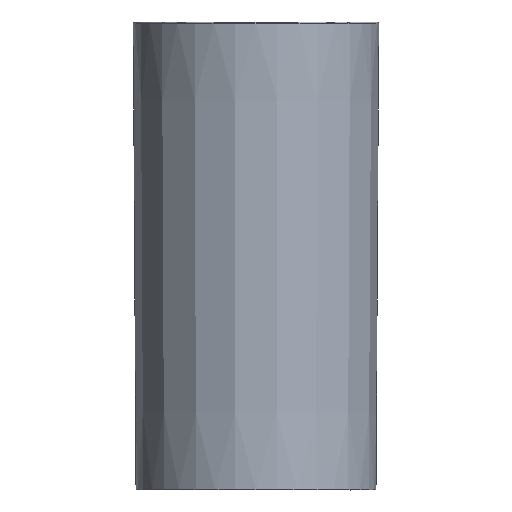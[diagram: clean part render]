
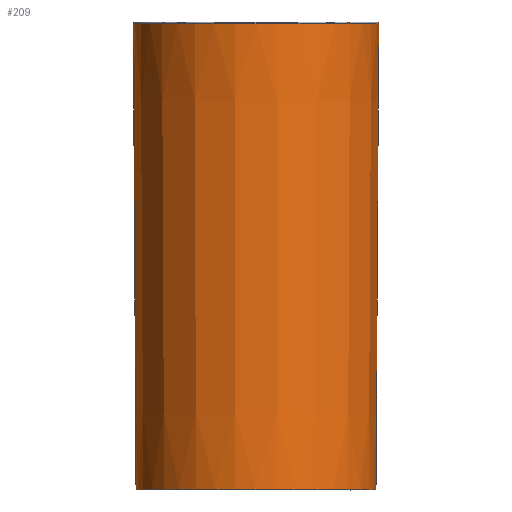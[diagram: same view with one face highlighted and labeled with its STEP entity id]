
A CAD part, front view. The second image highlights one B-rep face of the part: STEP entity #209.
In plain terms, the highlighted conical face has half-angle 0.337 degrees and reference radius 221.98 mm.
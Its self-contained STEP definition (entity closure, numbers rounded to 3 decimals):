
#193=CONICAL_SURFACE('',#1381,221.98,0.337);
#209=ADVANCED_FACE('',(#318,#319),#193,.T.);
#318=FACE_BOUND('',#354,.T.);
#319=FACE_BOUND('',#355,.T.);
#354=EDGE_LOOP('',(#586));
#355=EDGE_LOOP('',(#587));
#476=CIRCLE('',#1371,221.933);
#482=CIRCLE('',#1380,227.013);
#586=ORIENTED_EDGE('',*,*,#1093,.T.);
#587=ORIENTED_EDGE('',*,*,#1075,.T.);
#958=VERTEX_POINT('',#1846);
#976=VERTEX_POINT('',#1998);
#1075=EDGE_CURVE('',#958,#958,#476,.T.);
#1093=EDGE_CURVE('',#976,#976,#482,.T.);
#1371=AXIS2_PLACEMENT_3D('',#1845,#1507,#1508);
#1380=AXIS2_PLACEMENT_3D('',#1997,#1525,#1526);
#1381=AXIS2_PLACEMENT_3D('',#1999,#1527,#1528);
#1507=DIRECTION('',(0.,0.,1.));
#1508=DIRECTION('',(-1.,0.,0.));
#1525=DIRECTION('',(0.,0.,-1.));
#1526=DIRECTION('',(1.,0.,0.));
#1527=DIRECTION('',(0.,0.,1.));
#1528=DIRECTION('',(1.,0.,0.));
#1845=CARTESIAN_POINT('',(1241.07,0.,-865.722));
#1846=CARTESIAN_POINT('',(1019.137,0.,-865.722));
#1997=CARTESIAN_POINT('',(1241.07,0.,-2.03));
#1998=CARTESIAN_POINT('',(1468.083,0.,-2.03));
#1999=CARTESIAN_POINT('',(1241.07,0.,-857.65));
